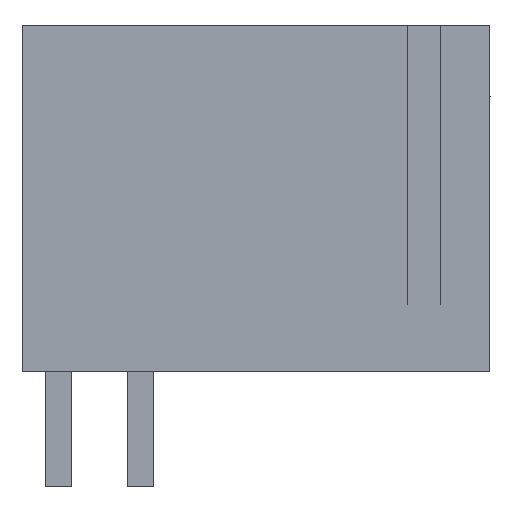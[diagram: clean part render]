
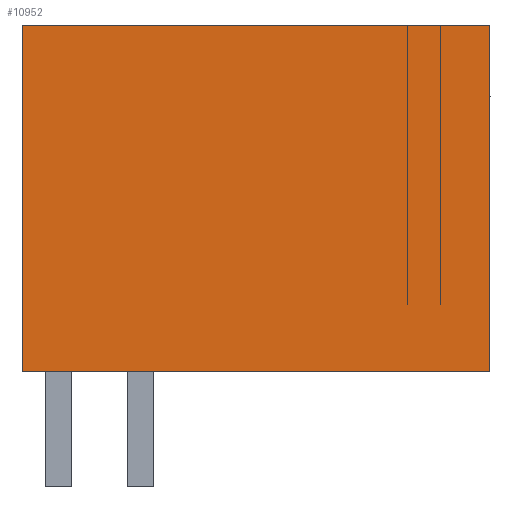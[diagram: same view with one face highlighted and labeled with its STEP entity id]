
A CAD part, left-side view. The second image highlights one B-rep face of the part: STEP entity #10952.
In plain terms, the highlighted planar face has unit normal (-1, 0, 0).
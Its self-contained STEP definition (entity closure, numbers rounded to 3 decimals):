
#10932=AXIS2_PLACEMENT_3D('Plane Axis2P3D',#10929,#10930,#10931) ;
#8217=CARTESIAN_POINT('Vertex',(0.,0.,3.5)) ;
#8607=CARTESIAN_POINT('Vertex',(0.,0.,14.)) ;
#8610=CARTESIAN_POINT('Line Origine',(0.,0.,8.75)) ;
#9515=CARTESIAN_POINT('Line Origine',(0.,7.1,3.5)) ;
#9519=CARTESIAN_POINT('Vertex',(0.,14.2,3.5)) ;
#10929=CARTESIAN_POINT('Axis2P3D Location',(0.,14.2,0.)) ;
#10934=CARTESIAN_POINT('Line Origine',(0.,7.1,14.)) ;
#10938=CARTESIAN_POINT('Vertex',(0.,14.2,14.)) ;
#10941=CARTESIAN_POINT('Line Origine',(0.,14.2,8.75)) ;
#8611=DIRECTION('Vector Direction',(0.,0.,-1.)) ;
#9516=DIRECTION('Vector Direction',(0.,-1.,0.)) ;
#10930=DIRECTION('Axis2P3D Direction',(-1.,0.,0.)) ;
#10931=DIRECTION('Axis2P3D XDirection',(0.,-1.,0.)) ;
#10935=DIRECTION('Vector Direction',(0.,-1.,0.)) ;
#10942=DIRECTION('Vector Direction',(0.,0.,-1.)) ;
#8612=VECTOR('Line Direction',#8611,1.) ;
#9517=VECTOR('Line Direction',#9516,1.) ;
#10936=VECTOR('Line Direction',#10935,1.) ;
#10943=VECTOR('Line Direction',#10942,1.) ;
#10947=ORIENTED_EDGE('',*,*,#9521,.T.) ;
#10948=ORIENTED_EDGE('',*,*,#8614,.T.) ;
#10949=ORIENTED_EDGE('',*,*,#10940,.T.) ;
#10950=ORIENTED_EDGE('',*,*,#10945,.T.) ;
#10952=ADVANCED_FACE('HOUSING',(#10951),#10933,.T.) ;
#8614=EDGE_CURVE('',#8218,#8608,#8613,.F.) ;
#9521=EDGE_CURVE('',#9520,#8218,#9518,.T.) ;
#10940=EDGE_CURVE('',#8608,#10939,#10937,.F.) ;
#10945=EDGE_CURVE('',#10939,#9520,#10944,.T.) ;
#10946=EDGE_LOOP('',(#10947,#10948,#10949,#10950)) ;
#10951=FACE_OUTER_BOUND('',#10946,.T.) ;
#8613=LINE('Line',#8610,#8612) ;
#9518=LINE('Line',#9515,#9517) ;
#10937=LINE('Line',#10934,#10936) ;
#10944=LINE('Line',#10941,#10943) ;
#10933=PLANE('',#10932) ;
#8218=VERTEX_POINT('',#8217) ;
#8608=VERTEX_POINT('',#8607) ;
#9520=VERTEX_POINT('',#9519) ;
#10939=VERTEX_POINT('',#10938) ;
